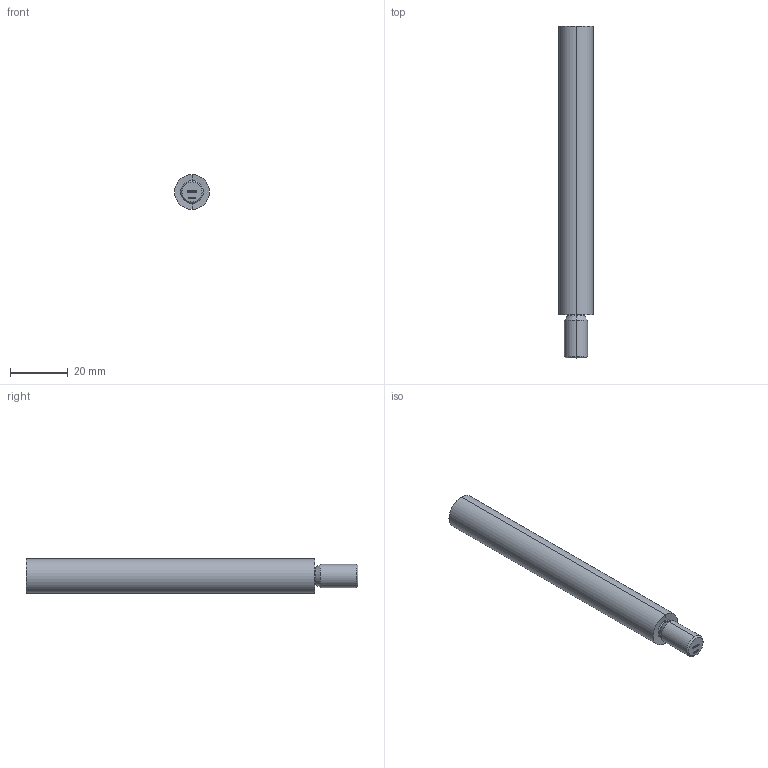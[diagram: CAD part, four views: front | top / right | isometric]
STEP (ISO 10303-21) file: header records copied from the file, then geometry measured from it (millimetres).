
FILE_DESCRIPTION (( 'STEP AP203' ), '1' );
FILE_NAME ('50236-ST.step', '2018-08-06T08:23:23', ( '' ), ( '' ), 'SwSTEP 2.0', 'SolidWorks 2015', '' );
FILE_SCHEMA (( 'CONFIG_CONTROL_DESIGN' ));
Length unit declared in the file: millimetre
Products named in the file (1): 50236-ST
Bounding box: 12 x 115 x 12 mm (x, y, z)
Volume: 12025 mm3; surface area: 4392.7 mm2
Topology: 1 solids, 1 shells, 232 faces, 615 edges, 406 vertices
Faces by surface type: plane 109, bspline 109, cone 6, torus 4, cylinder 4
Entity records: 12802 total; most frequent: CARTESIAN_POINT 7699, ORIENTED_EDGE 1230, DIRECTION 665, EDGE_CURVE 615, VERTEX_POINT 406, VECTOR 377, LINE 377, EDGE_LOOP 253
